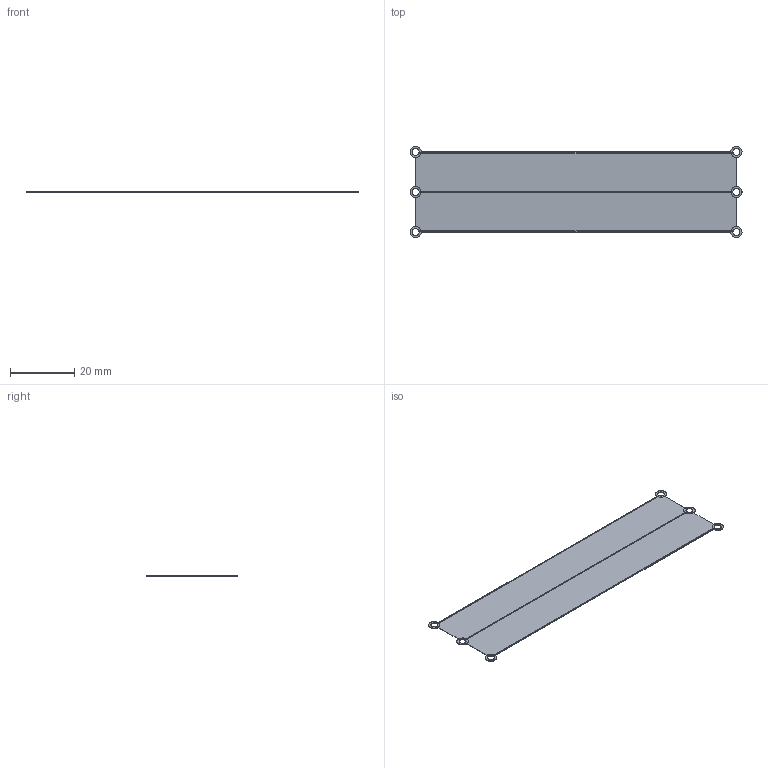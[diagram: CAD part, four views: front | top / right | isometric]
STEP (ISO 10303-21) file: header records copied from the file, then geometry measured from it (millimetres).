
FILE_DESCRIPTION(('KiCad electronic assembly'),'2;1');
FILE_NAME('KaptonMCPChevCurvedSimple.step','2025-02-06T10:49:15',( 'Pcbnew'),('Kicad'),'Open CASCADE STEP processor 7.8', 'KiCad to STEP converter','Unknown');
FILE_SCHEMA(('AUTOMOTIVE_DESIGN { 1 0 10303 214 1 1 1 1 }'));
Length unit declared in the file: millimetre
Products named in the file (26): KaptonMCPChevCurvedSimple 1; KaptonMCPChevCurvedCADExport_track_1; KaptonMCPChevCurvedCADExport_track_2; KaptonMCPChevCurvedCADExport_track_3; KaptonMCPChevCurvedCADExport_track_4; KaptonMCPChevCurvedCADExport_track_5; KaptonMCPChevCurvedCADExport_track_6; KaptonMCPChevCurvedCADExport_pad_1; KaptonMCPChevCurvedCADExport_pad_2; KaptonMCPChevCurvedCADExport_pad_3; KaptonMCPChevCurvedCADExport_pad_4; KaptonMCPChevCurvedCADExport_pad_5; KaptonMCPChevCurvedCADExport_pad_6; KaptonMCPChevCurvedCADExport_pad_7; KaptonMCPChevCurvedCADExport_pad_8; KaptonMCPChevCurvedCADExport_pad_9; KaptonMCPChevCurvedCADExport_pad_10; KaptonMCPChevCurvedCADExport_pad_11; KaptonMCPChevCurvedCADExport_pad_12; KaptonMCPChevCurvedCADExport_pad_13; KaptonMCPChevCurvedCADExport_pad_14; KaptonMCPChevCurvedCADExport_pad_15; KaptonMCPChevCurvedCADExport_pad_16; KaptonMCPChevCurvedCADExport_pad_17; KaptonMCPChevCurvedCADExport_pad_18; KaptonMCPChevCurvedCADExport_PCB
Assembly tree (25 placements, depth 2):
  KaptonMCPChevCurvedSimple 1
    KaptonMCPChevCurvedCADExport_track_1
    KaptonMCPChevCurvedCADExport_track_2
    KaptonMCPChevCurvedCADExport_track_3
    KaptonMCPChevCurvedCADExport_track_4
    KaptonMCPChevCurvedCADExport_track_5
    KaptonMCPChevCurvedCADExport_track_6
    KaptonMCPChevCurvedCADExport_pad_1
    KaptonMCPChevCurvedCADExport_pad_2
    KaptonMCPChevCurvedCADExport_pad_3
    KaptonMCPChevCurvedCADExport_pad_4
    KaptonMCPChevCurvedCADExport_pad_5
    KaptonMCPChevCurvedCADExport_pad_6
    KaptonMCPChevCurvedCADExport_pad_7
    KaptonMCPChevCurvedCADExport_pad_8
    KaptonMCPChevCurvedCADExport_pad_9
    KaptonMCPChevCurvedCADExport_pad_10
    KaptonMCPChevCurvedCADExport_pad_11
    KaptonMCPChevCurvedCADExport_pad_12
    KaptonMCPChevCurvedCADExport_pad_13
    KaptonMCPChevCurvedCADExport_pad_14
    KaptonMCPChevCurvedCADExport_pad_15
    KaptonMCPChevCurvedCADExport_pad_16
    KaptonMCPChevCurvedCADExport_pad_17
    KaptonMCPChevCurvedCADExport_pad_18
    KaptonMCPChevCurvedCADExport_PCB
Bounding box: 103.5 x 28.5 x 0.19 mm (x, y, z)
Volume: 314.8 mm3; surface area: 5401.9 mm2
Topology: 25 solids, 25 shells, 122 faces, 216 edges, 144 vertices
Faces by surface type: plane 68, cylinder 54
Full cylindrical faces by diameter (mm): 2.15 x18, 2.2 x6, 3.5 x12
Entity records: 3674 total; most frequent: DIRECTION 620, CARTESIAN_POINT 508, ORIENTED_EDGE 432, AXIS2_PLACEMENT_3D 256, EDGE_CURVE 216, FACE_BOUND 158, EDGE_LOOP 158, VERTEX_POINT 144
